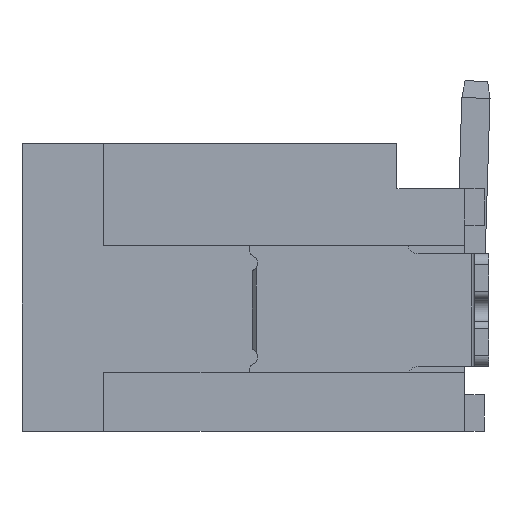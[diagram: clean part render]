
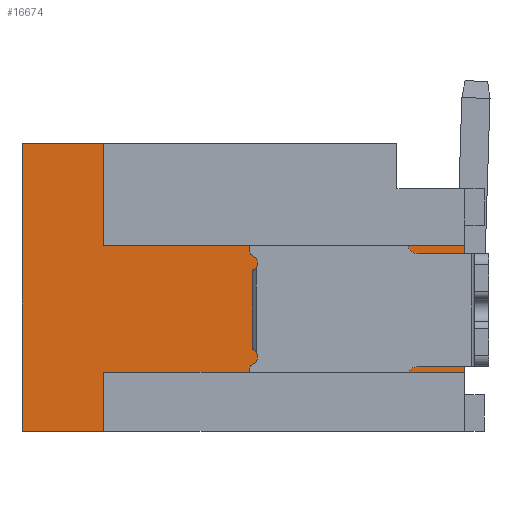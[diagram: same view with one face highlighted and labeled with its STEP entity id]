
A CAD part, left-side view. The second image highlights one B-rep face of the part: STEP entity #16674.
In plain terms, the highlighted planar face has unit normal (-1, 0, 0).
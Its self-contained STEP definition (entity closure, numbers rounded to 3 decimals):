
#64 = CARTESIAN_POINT ( 'NONE',  ( -7., -4.65, -1.8 ) ) ;
#66 = CARTESIAN_POINT ( 'NONE',  ( -7., -3.925, -4.05 ) ) ;
#94 = VERTEX_POINT ( 'NONE', #7577 ) ;
#264 = DIRECTION ( 'NONE',  ( 0., 0., -1. ) ) ;
#327 = VERTEX_POINT ( 'NONE', #8080 ) ;
#515 = CARTESIAN_POINT ( 'NONE',  ( -7., -6.83, -2.55 ) ) ;
#1054 = EDGE_CURVE ( 'NONE', #5489, #14587, #9324, .T. ) ;
#1367 = CARTESIAN_POINT ( 'NONE',  ( -7., -3.925, -5.1 ) ) ;
#1684 = ORIENTED_EDGE ( 'NONE', *, *, #10654, .F. ) ;
#1711 = DIRECTION ( 'NONE',  ( 0., 0., -1. ) ) ;
#1890 = CARTESIAN_POINT ( 'NONE',  ( -7., -6.83, -4.05 ) ) ;
#1910 = CARTESIAN_POINT ( 'NONE',  ( -7., -1.6, -4.65 ) ) ;
#1967 = DIRECTION ( 'NONE',  ( 0., 0., -1. ) ) ;
#2109 = CARTESIAN_POINT ( 'NONE',  ( -7., -7.85, -1.8 ) ) ;
#2316 = EDGE_CURVE ( 'NONE', #9337, #14587, #7846, .T. ) ;
#2661 = VECTOR ( 'NONE', #11507, 1000. ) ;
#2673 = ORIENTED_EDGE ( 'NONE', *, *, #1054, .F. ) ;
#3009 = EDGE_CURVE ( 'NONE', #14218, #327, #9425, .T. ) ;
#3202 = LINE ( 'NONE', #16062, #5192 ) ;
#3835 = VECTOR ( 'NONE', #7120, 1000. ) ;
#4226 = VERTEX_POINT ( 'NONE', #11823 ) ;
#4352 = DIRECTION ( 'NONE',  ( 0., 1., 0. ) ) ;
#4778 = VECTOR ( 'NONE', #15075, 1000. ) ;
#4905 = VERTEX_POINT ( 'NONE', #16372 ) ;
#5138 = EDGE_LOOP ( 'NONE', ( #14810, #6558, #10129, #1684, #17781, #15941, #7352, #7886, #10543, #15403, #9336, #2673, #14445, #8280 ) ) ;
#5192 = VECTOR ( 'NONE', #10357, 1000. ) ;
#5489 = VERTEX_POINT ( 'NONE', #6423 ) ;
#5836 = DIRECTION ( 'NONE',  ( 0., 1., 0. ) ) ;
#6068 = EDGE_CURVE ( 'NONE', #13174, #94, #3202, .T. ) ;
#6235 = LINE ( 'NONE', #9242, #16682 ) ;
#6303 = EDGE_CURVE ( 'NONE', #15177, #5489, #17214, .T. ) ;
#6423 = CARTESIAN_POINT ( 'NONE',  ( -7., -1.45, -1.1 ) ) ;
#6553 = LINE ( 'NONE', #10335, #9683 ) ;
#6558 = ORIENTED_EDGE ( 'NONE', *, *, #17405, .F. ) ;
#7108 = EDGE_CURVE ( 'NONE', #14218, #10511, #15209, .T. ) ;
#7120 = DIRECTION ( 'NONE',  ( 0., 0.707, -0.707 ) ) ;
#7287 = LINE ( 'NONE', #1910, #3835 ) ;
#7352 = ORIENTED_EDGE ( 'NONE', *, *, #10831, .F. ) ;
#7560 = DIRECTION ( 'NONE',  ( 0., 0., -1. ) ) ;
#7564 = CARTESIAN_POINT ( 'NONE',  ( -7., -1.6, -1.25 ) ) ;
#7577 = CARTESIAN_POINT ( 'NONE',  ( -7., -1.6, -4.65 ) ) ;
#7626 = LINE ( 'NONE', #515, #13231 ) ;
#7777 = DIRECTION ( 'NONE',  ( 0., -0.707, -0.707 ) ) ;
#7819 = CARTESIAN_POINT ( 'NONE',  ( -7., -6.83, -1.25 ) ) ;
#7846 = LINE ( 'NONE', #16323, #11782 ) ;
#7886 = ORIENTED_EDGE ( 'NONE', *, *, #3009, .F. ) ;
#8080 = CARTESIAN_POINT ( 'NONE',  ( -7., -7.85, -4.05 ) ) ;
#8280 = ORIENTED_EDGE ( 'NONE', *, *, #15447, .F. ) ;
#8478 = VERTEX_POINT ( 'NONE', #1890 ) ;
#9037 = DIRECTION ( 'NONE',  ( 0., 1., 0. ) ) ;
#9242 = CARTESIAN_POINT ( 'NONE',  ( -7., -3.325, 0. ) ) ;
#9324 = LINE ( 'NONE', #10718, #9699 ) ;
#9336 = ORIENTED_EDGE ( 'NONE', *, *, #2316, .T. ) ;
#9337 = VERTEX_POINT ( 'NONE', #7819 ) ;
#9425 = LINE ( 'NONE', #17525, #4778 ) ;
#9683 = VECTOR ( 'NONE', #7560, 1000. ) ;
#9699 = VECTOR ( 'NONE', #7777, 1000. ) ;
#9706 = AXIS2_PLACEMENT_3D ( 'NONE', #9864, #15503, #1711 ) ;
#9855 = VECTOR ( 'NONE', #1967, 1000. ) ;
#9864 = CARTESIAN_POINT ( 'NONE',  ( -7., -3.925, -2.55 ) ) ;
#10129 = ORIENTED_EDGE ( 'NONE', *, *, #13977, .F. ) ;
#10308 = LINE ( 'NONE', #17185, #2661 ) ;
#10335 = CARTESIAN_POINT ( 'NONE',  ( -7., -6.83, -1.525 ) ) ;
#10357 = DIRECTION ( 'NONE',  ( 0., 1., 0. ) ) ;
#10511 = VERTEX_POINT ( 'NONE', #12543 ) ;
#10543 = ORIENTED_EDGE ( 'NONE', *, *, #7108, .T. ) ;
#10654 = EDGE_CURVE ( 'NONE', #94, #4226, #7287, .T. ) ;
#10718 = CARTESIAN_POINT ( 'NONE',  ( -7., -1.45, -1.1 ) ) ;
#10831 = EDGE_CURVE ( 'NONE', #327, #8478, #11137, .T. ) ;
#11137 = LINE ( 'NONE', #66, #14673 ) ;
#11335 = CARTESIAN_POINT ( 'NONE',  ( -7., 0., -5.1 ) ) ;
#11507 = DIRECTION ( 'NONE',  ( 0., 0., 1. ) ) ;
#11561 = VERTEX_POINT ( 'NONE', #14774 ) ;
#11683 = LINE ( 'NONE', #14559, #9855 ) ;
#11782 = VECTOR ( 'NONE', #9037, 1000. ) ;
#11823 = CARTESIAN_POINT ( 'NONE',  ( -7., -1.45, -4.8 ) ) ;
#12461 = LINE ( 'NONE', #1367, #12668 ) ;
#12538 = DIRECTION ( 'NONE',  ( 0., 1., 0. ) ) ;
#12543 = CARTESIAN_POINT ( 'NONE',  ( -7., -6.83, -1.8 ) ) ;
#12544 = VERTEX_POINT ( 'NONE', #11335 ) ;
#12668 = VECTOR ( 'NONE', #12538, 1000. ) ;
#12901 = FACE_OUTER_BOUND ( 'NONE', #5138, .T. ) ;
#13174 = VERTEX_POINT ( 'NONE', #17798 ) ;
#13231 = VECTOR ( 'NONE', #17281, 1000. ) ;
#13393 = DIRECTION ( 'NONE',  ( 0., -1., 0. ) ) ;
#13977 = EDGE_CURVE ( 'NONE', #4226, #11561, #11683, .T. ) ;
#14057 = VECTOR ( 'NONE', #4352, 1000. ) ;
#14218 = VERTEX_POINT ( 'NONE', #2109 ) ;
#14291 = PLANE ( 'NONE',  #9706 ) ;
#14445 = ORIENTED_EDGE ( 'NONE', *, *, #6303, .F. ) ;
#14559 = CARTESIAN_POINT ( 'NONE',  ( -7., -1.45, -2.55 ) ) ;
#14587 = VERTEX_POINT ( 'NONE', #7564 ) ;
#14673 = VECTOR ( 'NONE', #5836, 1000. ) ;
#14774 = CARTESIAN_POINT ( 'NONE',  ( -7., -1.45, -5.1 ) ) ;
#14810 = ORIENTED_EDGE ( 'NONE', *, *, #15883, .F. ) ;
#15075 = DIRECTION ( 'NONE',  ( 0., 0., -1. ) ) ;
#15177 = VERTEX_POINT ( 'NONE', #16182 ) ;
#15209 = LINE ( 'NONE', #64, #14057 ) ;
#15403 = ORIENTED_EDGE ( 'NONE', *, *, #17554, .F. ) ;
#15447 = EDGE_CURVE ( 'NONE', #4905, #15177, #6235, .T. ) ;
#15503 = DIRECTION ( 'NONE',  ( 1., 0., 0. ) ) ;
#15854 = CARTESIAN_POINT ( 'NONE',  ( -7., -1.45, -0.9 ) ) ;
#15883 = EDGE_CURVE ( 'NONE', #12544, #4905, #10308, .T. ) ;
#15941 = ORIENTED_EDGE ( 'NONE', *, *, #17013, .F. ) ;
#16062 = CARTESIAN_POINT ( 'NONE',  ( -7., -4.215, -4.65 ) ) ;
#16182 = CARTESIAN_POINT ( 'NONE',  ( -7., -1.45, 0. ) ) ;
#16323 = CARTESIAN_POINT ( 'NONE',  ( -7., -4.215, -1.25 ) ) ;
#16372 = CARTESIAN_POINT ( 'NONE',  ( -7., 0., 0. ) ) ;
#16674 = ADVANCED_FACE ( 'NONE', ( #12901 ), #14291, .F. ) ;
#16682 = VECTOR ( 'NONE', #13393, 1000. ) ;
#17013 = EDGE_CURVE ( 'NONE', #8478, #13174, #7626, .T. ) ;
#17185 = CARTESIAN_POINT ( 'NONE',  ( -7., 0., -2.55 ) ) ;
#17214 = LINE ( 'NONE', #15854, #17511 ) ;
#17281 = DIRECTION ( 'NONE',  ( 0., 0., -1. ) ) ;
#17405 = EDGE_CURVE ( 'NONE', #11561, #12544, #12461, .T. ) ;
#17511 = VECTOR ( 'NONE', #264, 1000. ) ;
#17525 = CARTESIAN_POINT ( 'NONE',  ( -7., -7.85, -2.55 ) ) ;
#17554 = EDGE_CURVE ( 'NONE', #9337, #10511, #6553, .T. ) ;
#17781 = ORIENTED_EDGE ( 'NONE', *, *, #6068, .F. ) ;
#17798 = CARTESIAN_POINT ( 'NONE',  ( -7., -6.83, -4.65 ) ) ;
